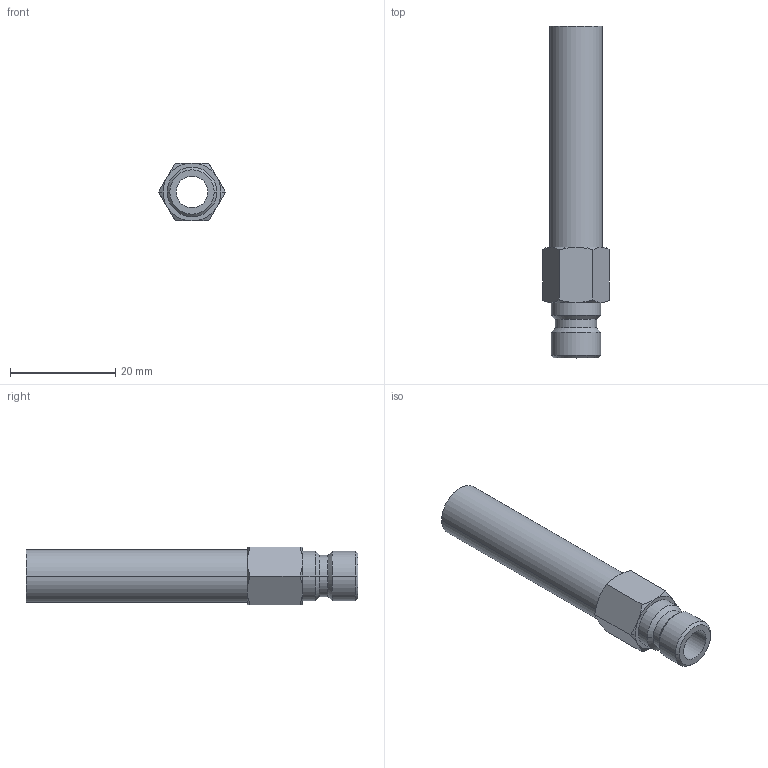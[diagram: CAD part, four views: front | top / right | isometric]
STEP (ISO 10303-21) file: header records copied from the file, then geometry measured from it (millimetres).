
FILE_DESCRIPTION(('STEP AP214'),'1');
FILE_NAME('esdm_63_r10.stp','2020-04-22T06:12:33',('TraceParts'),('TraceParts S.A.'),'Spatial InterOp 3D',' ',' ');
FILE_SCHEMA(('automotive_design'));
Length unit declared in the file: millimetre
Products named in the file (1): 1
Bounding box: 12.7 x 63 x 11 mm (x, y, z)
Volume: 3287.5 mm3; surface area: 3357.2 mm2
Topology: 1 solids, 1 shells, 42 faces, 88 edges, 50 vertices
Faces by surface type: cone 22, cylinder 10, plane 10
Entity records: 1482 total; most frequent: CARTESIAN_POINT 277, DIRECTION 188, ORIENTED_EDGE 176, EDGE_CURVE 88, AXIS2_PLACEMENT_3D 81, VERTEX_POINT 50, EDGE_LOOP 46, STYLED_ITEM 42
